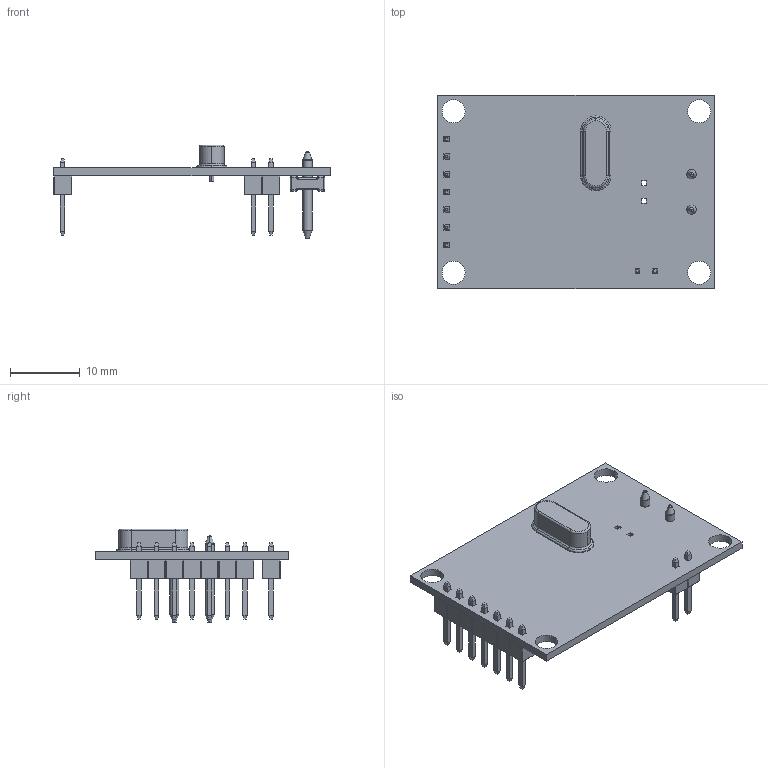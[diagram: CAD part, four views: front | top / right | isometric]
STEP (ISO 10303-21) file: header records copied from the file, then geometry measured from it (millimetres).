
FILE_DESCRIPTION (( 'STEP AP214' ), '1' );
FILE_NAME ('HW-184 CAN Bus Module PCB Mount (headers).STEP', '2025-11-01T17:37:49', ( '' ), ( '' ), 'SwSTEP 2.0', 'SolidWorks 2024', '' );
FILE_SCHEMA (( 'AUTOMOTIVE_DESIGN' ));
Length unit declared in the file: millimetre
Products named in the file (1): HW-184 CAN Bus Module PCB Mount (headers)
Bounding box: 39.7 x 27.78 x 13.5 mm (x, y, z)
Volume: 1591.5 mm3; surface area: 3394.2 mm2
Topology: 24 solids, 24 shells, 601 faces, 1336 edges, 749 vertices
Faces by surface type: plane 416, cylinder 104, torus 41, sphere 32, cone 8
Entity records: 22729 total; most frequent: DIRECTION 2778, CARTESIAN_POINT 2649, ORIENTED_EDGE 2596, EDGE_CURVE 1298, LINE 1022, VECTOR 1022, AXIS2_PLACEMENT_3D 878, VERTEX_POINT 749
